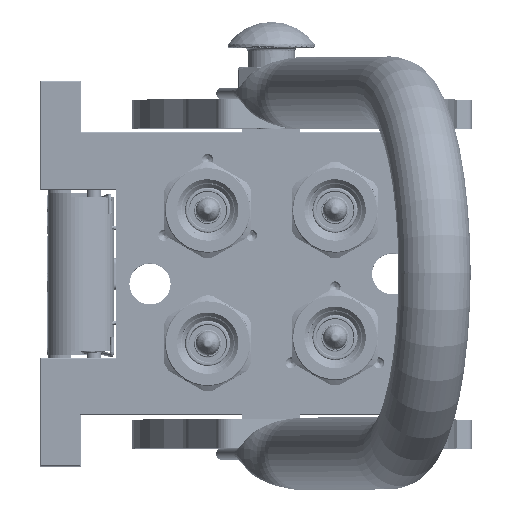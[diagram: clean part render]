
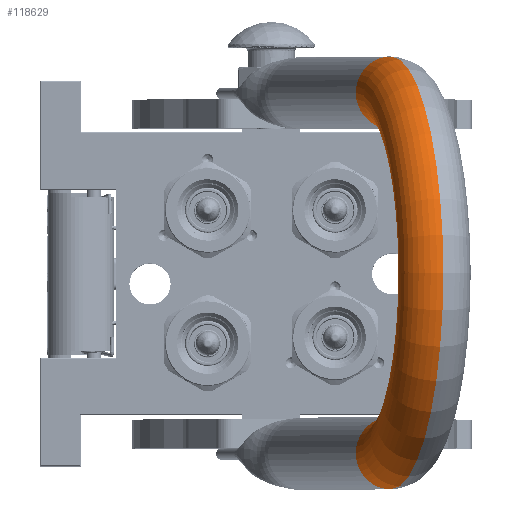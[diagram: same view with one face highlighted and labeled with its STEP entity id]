
A CAD part, top view. The second image highlights one B-rep face of the part: STEP entity #118629.
In plain terms, the highlighted toroidal (fillet/blend) face has major radius 62.25 mm and minor radius 12.5 mm.
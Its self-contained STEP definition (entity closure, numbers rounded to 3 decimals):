
#879 = CARTESIAN_POINT ( 'NONE',  ( 0., 0., 125.25 ) ) ;
#1856 = DIRECTION ( 'NONE',  ( 0., 1., 0. ) ) ;
#2344 = AXIS2_PLACEMENT_3D ( 'NONE', #22687, #125578, #84924 ) ;
#3567 = AXIS2_PLACEMENT_3D ( 'NONE', #101571, #79921, #111050 ) ;
#5484 = FACE_OUTER_BOUND ( 'NONE', #119395, .T. ) ;
#6447 = CARTESIAN_POINT ( 'NONE',  ( 0., 0., 125.25 ) ) ;
#9243 = CARTESIAN_POINT ( 'NONE',  ( 62.25, 0., 125.25 ) ) ;
#10346 = DIRECTION ( 'NONE',  ( 0., 1., 0. ) ) ;
#10349 = ORIENTED_EDGE ( 'NONE', *, *, #20651, .T. ) ;
#10575 = DIRECTION ( 'NONE',  ( -1., 0., 0. ) ) ;
#12659 = CIRCLE ( 'NONE', #55005, 12.5 ) ;
#17500 = CIRCLE ( 'NONE', #3567, 12.5 ) ;
#20651 = EDGE_CURVE ( 'NONE', #50328, #103363, #77774, .T. ) ;
#21217 = VERTEX_POINT ( 'NONE', #43490 ) ;
#22687 = CARTESIAN_POINT ( 'NONE',  ( 0., 0., 125.25 ) ) ;
#23484 = EDGE_CURVE ( 'NONE', #21217, #50328, #17500, .T. ) ;
#30399 = DIRECTION ( 'NONE',  ( 0., 0., -1. ) ) ;
#34263 = CARTESIAN_POINT ( 'NONE',  ( -74.75, 0., 125.25 ) ) ;
#43490 = CARTESIAN_POINT ( 'NONE',  ( -49.75, 0., 125.25 ) ) ;
#44642 = AXIS2_PLACEMENT_3D ( 'NONE', #879, #10346, #105060 ) ;
#50328 = VERTEX_POINT ( 'NONE', #34263 ) ;
#51336 = EDGE_CURVE ( 'NONE', #96490, #103363, #12659, .T. ) ;
#55005 = AXIS2_PLACEMENT_3D ( 'NONE', #9243, #30399, #10575 ) ;
#69919 = ORIENTED_EDGE ( 'NONE', *, *, #23484, .T. ) ;
#77139 = CIRCLE ( 'NONE', #44642, 49.75 ) ;
#77774 = CIRCLE ( 'NONE', #119158, 74.75 ) ;
#79921 = DIRECTION ( 'NONE',  ( 0., 0., 1. ) ) ;
#84363 = CARTESIAN_POINT ( 'NONE',  ( 74.75, 0., 125.25 ) ) ;
#84924 = DIRECTION ( 'NONE',  ( 1., 0., 0. ) ) ;
#95337 = DIRECTION ( 'NONE',  ( -1., 0., 0. ) ) ;
#96490 = VERTEX_POINT ( 'NONE', #121822 ) ;
#97948 = ORIENTED_EDGE ( 'NONE', *, *, #105832, .F. ) ;
#101571 = CARTESIAN_POINT ( 'NONE',  ( -62.25, 0., 125.25 ) ) ;
#103363 = VERTEX_POINT ( 'NONE', #84363 ) ;
#105060 = DIRECTION ( 'NONE',  ( -1., 0., 0. ) ) ;
#105832 = EDGE_CURVE ( 'NONE', #21217, #96490, #77139, .T. ) ;
#111050 = DIRECTION ( 'NONE',  ( 1., 0., 0. ) ) ;
#118629 = ADVANCED_FACE ( 'NONE', ( #5484 ), #124982, .T. ) ;
#119158 = AXIS2_PLACEMENT_3D ( 'NONE', #6447, #1856, #95337 ) ;
#119395 = EDGE_LOOP ( 'NONE', ( #10349, #125188, #97948, #69919 ) ) ;
#121822 = CARTESIAN_POINT ( 'NONE',  ( 49.75, 0., 125.25 ) ) ;
#124982 = TOROIDAL_SURFACE ( 'NONE', #2344, 62.25, 12.5 ) ;
#125188 = ORIENTED_EDGE ( 'NONE', *, *, #51336, .F. ) ;
#125578 = DIRECTION ( 'NONE',  ( 0., 1., 0. ) ) ;
